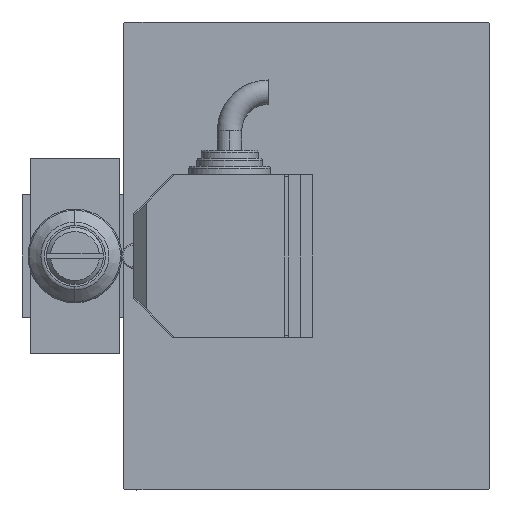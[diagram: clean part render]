
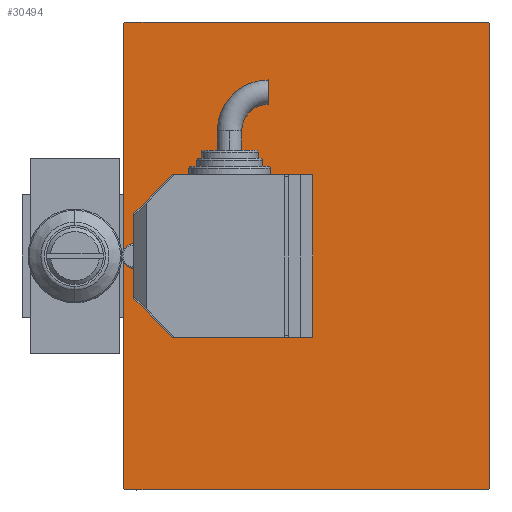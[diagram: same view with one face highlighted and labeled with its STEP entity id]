
A CAD part, left-side view. The second image highlights one B-rep face of the part: STEP entity #30494.
In plain terms, the highlighted face is planar.
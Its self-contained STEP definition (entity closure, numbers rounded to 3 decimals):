
#1661 = CARTESIAN_POINT ( 'NONE',  ( 108., 45., -57.5 ) ) ;
#1877 = VECTOR ( 'NONE', #5343, 1000. ) ;
#2371 = LINE ( 'NONE', #6776, #46162 ) ;
#3240 = DIRECTION ( 'NONE',  ( 0., 0.707, 0.707 ) ) ;
#48492 = LINE ( 'NONE', #14943, #26451 ) ;
#3996 = EDGE_CURVE ( 'NONE', #42151, #38997, #48492, .T. ) ;
#4854 = DIRECTION ( 'NONE',  ( 0., 0., 1. ) ) ;
#5343 = DIRECTION ( 'NONE',  ( 0., -0.707, 0.707 ) ) ;
#5656 = EDGE_CURVE ( 'NONE', #30909, #21367, #2371, .T. ) ;
#6021 = LINE ( 'NONE', #46926, #31344 ) ;
#6722 = EDGE_CURVE ( 'NONE', #42343, #24827, #27628, .T. ) ;
#6776 = CARTESIAN_POINT ( 'NONE',  ( 108., -45., -57.5 ) ) ;
#7196 = VECTOR ( 'NONE', #7368, 1000. ) ;
#7325 = CARTESIAN_POINT ( 'NONE',  ( 108., -44.7, 57.5 ) ) ;
#7368 = DIRECTION ( 'NONE',  ( 0., -0.707, -0.707 ) ) ;
#9042 = EDGE_CURVE ( 'NONE', #14913, #32080, #6021, .T. ) ;
#9989 = VECTOR ( 'NONE', #3240, 1000. ) ;
#11677 = EDGE_CURVE ( 'NONE', #38997, #14913, #11997, .T. ) ;
#11691 = DIRECTION ( 'NONE',  ( 1., 0., 0. ) ) ;
#11997 = LINE ( 'NONE', #26231, #7196 ) ;
#14291 = CARTESIAN_POINT ( 'NONE',  ( 108., -45., -57.2 ) ) ;
#14913 = VERTEX_POINT ( 'NONE', #23879 ) ;
#14943 = CARTESIAN_POINT ( 'NONE',  ( 108., 45., 57.5 ) ) ;
#16660 = ORIENTED_EDGE ( 'NONE', *, *, #16946, .T. ) ;
#16946 = EDGE_CURVE ( 'NONE', #24827, #42151, #46967, .T. ) ;
#17011 = CARTESIAN_POINT ( 'NONE',  ( 108., -44.7, -57.5 ) ) ;
#17318 = ORIENTED_EDGE ( 'NONE', *, *, #5656, .T. ) ;
#19715 = CARTESIAN_POINT ( 'NONE',  ( 108., 45., 57.2 ) ) ;
#19773 = PLANE ( 'NONE',  #22296 ) ;
#20418 = EDGE_LOOP ( 'NONE', ( #17318, #23499, #21300, #16660, #44295, #32502, #32024, #38005 ) ) ;
#21300 = ORIENTED_EDGE ( 'NONE', *, *, #6722, .T. ) ;
#21367 = VERTEX_POINT ( 'NONE', #37707 ) ;
#21713 = DIRECTION ( 'NONE',  ( 0., 1., 0. ) ) ;
#22296 = AXIS2_PLACEMENT_3D ( 'NONE', #37908, #11691, #38869 ) ;
#22831 = CARTESIAN_POINT ( 'NONE',  ( 108., -51.1, -51.1 ) ) ;
#23499 = ORIENTED_EDGE ( 'NONE', *, *, #36186, .T. ) ;
#23514 = VECTOR ( 'NONE', #37763, 1000. ) ;
#23879 = CARTESIAN_POINT ( 'NONE',  ( 108., -45., 57.2 ) ) ;
#24827 = VERTEX_POINT ( 'NONE', #19715 ) ;
#26136 = CARTESIAN_POINT ( 'NONE',  ( 108., 44.7, 57.5 ) ) ;
#26231 = CARTESIAN_POINT ( 'NONE',  ( 108., -51.1, 51.1 ) ) ;
#26451 = VECTOR ( 'NONE', #29899, 1000. ) ;
#26502 = LINE ( 'NONE', #22831, #23514 ) ;
#27628 = LINE ( 'NONE', #1661, #28112 ) ;
#28112 = VECTOR ( 'NONE', #4854, 1000. ) ;
#29214 = LINE ( 'NONE', #36786, #9989 ) ;
#29899 = DIRECTION ( 'NONE',  ( 0., -1., 0. ) ) ;
#30494 = ADVANCED_FACE ( 'NONE', ( #34718 ), #19773, .T. ) ;
#30909 = VERTEX_POINT ( 'NONE', #17011 ) ;
#31344 = VECTOR ( 'NONE', #35411, 1000. ) ;
#31750 = CARTESIAN_POINT ( 'NONE',  ( 108., 45., -57.2 ) ) ;
#32024 = ORIENTED_EDGE ( 'NONE', *, *, #9042, .T. ) ;
#32080 = VERTEX_POINT ( 'NONE', #14291 ) ;
#32502 = ORIENTED_EDGE ( 'NONE', *, *, #11677, .T. ) ;
#34718 = FACE_OUTER_BOUND ( 'NONE', #20418, .T. ) ;
#35411 = DIRECTION ( 'NONE',  ( 0., 0., -1. ) ) ;
#36186 = EDGE_CURVE ( 'NONE', #21367, #42343, #29214, .T. ) ;
#36786 = CARTESIAN_POINT ( 'NONE',  ( 108., 51.1, -51.1 ) ) ;
#37707 = CARTESIAN_POINT ( 'NONE',  ( 108., 44.7, -57.5 ) ) ;
#37763 = DIRECTION ( 'NONE',  ( 0., 0.707, -0.707 ) ) ;
#37908 = CARTESIAN_POINT ( 'NONE',  ( 108., 0., 0. ) ) ;
#38005 = ORIENTED_EDGE ( 'NONE', *, *, #47747, .T. ) ;
#38869 = DIRECTION ( 'NONE',  ( 0., 0., -1. ) ) ;
#38997 = VERTEX_POINT ( 'NONE', #7325 ) ;
#42151 = VERTEX_POINT ( 'NONE', #26136 ) ;
#42343 = VERTEX_POINT ( 'NONE', #31750 ) ;
#44295 = ORIENTED_EDGE ( 'NONE', *, *, #3996, .T. ) ;
#46162 = VECTOR ( 'NONE', #21713, 1000. ) ;
#46723 = CARTESIAN_POINT ( 'NONE',  ( 108., 51.1, 51.1 ) ) ;
#46926 = CARTESIAN_POINT ( 'NONE',  ( 108., -45., 57.5 ) ) ;
#46967 = LINE ( 'NONE', #46723, #1877 ) ;
#47747 = EDGE_CURVE ( 'NONE', #32080, #30909, #26502, .T. ) ;
